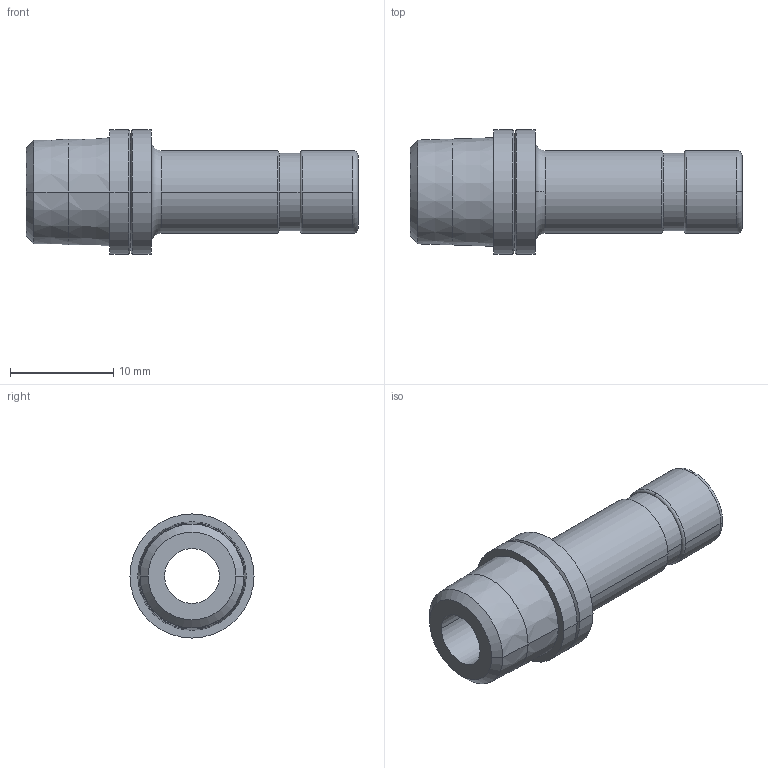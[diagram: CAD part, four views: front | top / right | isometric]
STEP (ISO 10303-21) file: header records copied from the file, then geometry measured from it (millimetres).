
FILE_DESCRIPTION(('STEP AP214'),'1');
FILE_NAME('3821_08_11.stp','2016-07-07T14:27:32',('TraceParts'),('TraceParts S.A.'),'Spatial InterOp 3D',' ',' ');
FILE_SCHEMA(('automotive_design'));
Length unit declared in the file: millimetre
Products named in the file (1): 1
Bounding box: 32.1 x 12 x 12 mm (x, y, z)
Volume: 1245.4 mm3; surface area: 1704.8 mm2
Topology: 1 solids, 1 shells, 42 faces, 94 edges, 58 vertices
Faces by surface type: cylinder 16, cone 14, torus 6, plane 6
Entity records: 1209 total; most frequent: DIRECTION 244, CARTESIAN_POINT 195, ORIENTED_EDGE 188, AXIS2_PLACEMENT_3D 107, EDGE_CURVE 94, CIRCLE 64, VERTEX_POINT 58, EDGE_LOOP 48
